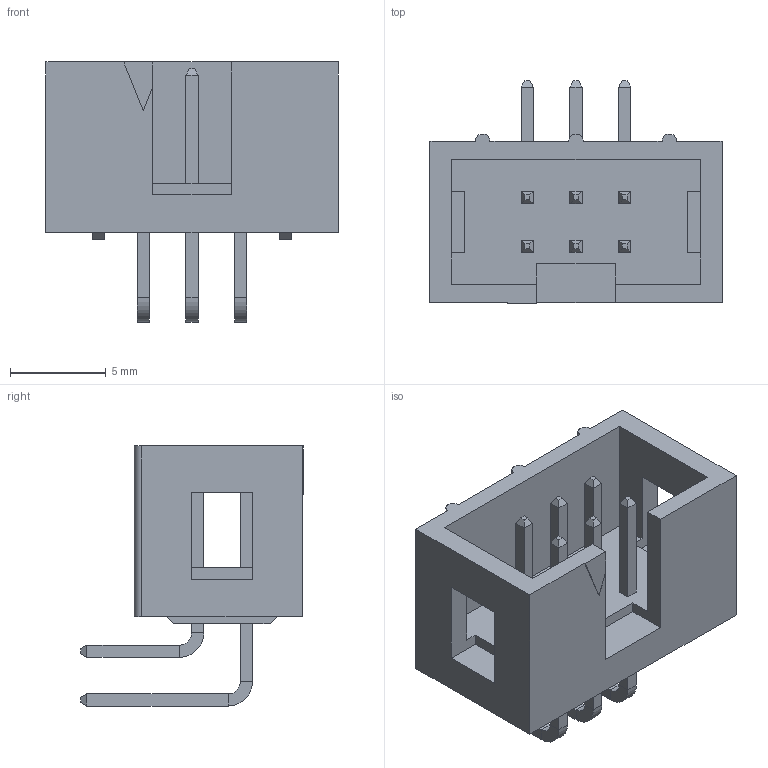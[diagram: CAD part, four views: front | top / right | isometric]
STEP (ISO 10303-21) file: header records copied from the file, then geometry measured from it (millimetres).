
FILE_DESCRIPTION(/* description */ (''),/* implementation_level */ '2;1');
FILE_NAME(/* name */ '78-5110-5539-0.stp',/* time_stamp */ '2010-04-05T15:54:45-05:00',/* author */ (''),/* organization */ (''),/* preprocessor_version */ 'ST-DEVELOPER v11',/* originating_system */ 'UGS - NX 5.0',/* authorisation */ '');
FILE_SCHEMA (('AUTOMOTIVE_DESIGN { 1 0 10303 214 1 1 1 1 }'));
Length unit declared in the file: inch
Products named in the file (1): 78-5110-5539-0
Bounding box: 15.21 x 11.61 x 13.55 mm (x, y, z)
Volume: 582.4 mm3; surface area: 1130.5 mm2
Topology: 1 solids, 1 shells, 201 faces, 465 edges, 278 vertices
Faces by surface type: plane 186, cylinder 15
Entity records: 5515 total; most frequent: CARTESIAN_POINT 945, ORIENTED_EDGE 930, DIRECTION 899, EDGE_CURVE 465, LINE 435, VECTOR 435, VERTEX_POINT 278, AXIS2_PLACEMENT_3D 232
